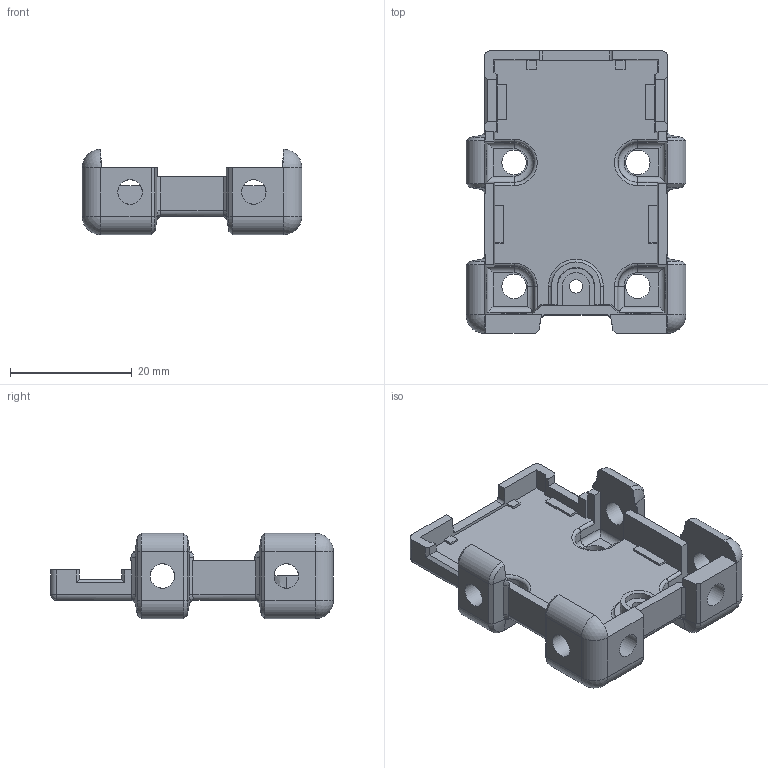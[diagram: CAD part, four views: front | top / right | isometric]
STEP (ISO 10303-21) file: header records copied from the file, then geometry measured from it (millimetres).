
FILE_DESCRIPTION(/* description */ (''),/* implementation_level */ '2;1');
FILE_NAME(/* name */ 'Bottom Shell.step',/* time_stamp */ '2021-09-05T12:37:33-04:00',/* author */ (''),/* organization */ (''),/* preprocessor_version */ 'ST-DEVELOPER v18.1',/* originating_system */ 'Autodesk Translation Framework v10.10.0.1391',/* authorisation */ '');
FILE_SCHEMA (('AUTOMOTIVE_DESIGN { 1 0 10303 214 3 1 1 }'));
Length unit declared in the file: millimetre
Products named in the file (1): Bottom Shell
Bounding box: 36 x 46.35 x 14 mm (x, y, z)
Volume: 4585.4 mm3; surface area: 5685.8 mm2
Topology: 1 solids, 1 shells, 378 faces, 966 edges, 597 vertices
Faces by surface type: plane 198, bspline 60, cylinder 59, cone 45, torus 10, sphere 6
Full cylindrical faces by diameter (mm): 2.2 x1, 4 x10, 4.2 x1
Entity records: 12243 total; most frequent: CARTESIAN_POINT 3490, ORIENTED_EDGE 1932, DIRECTION 1609, EDGE_CURVE 966, LINE 653, VECTOR 653, VERTEX_POINT 597, AXIS2_PLACEMENT_3D 478
